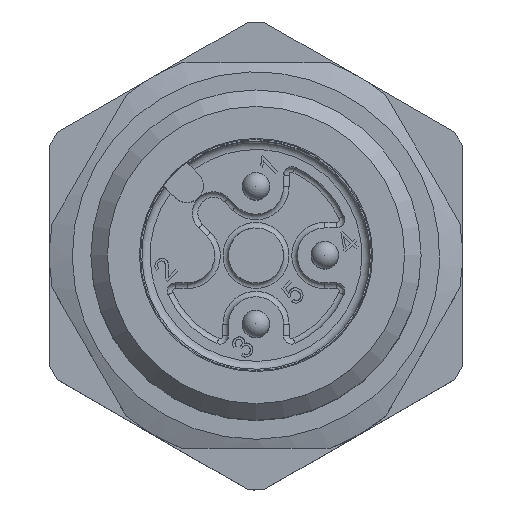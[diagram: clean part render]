
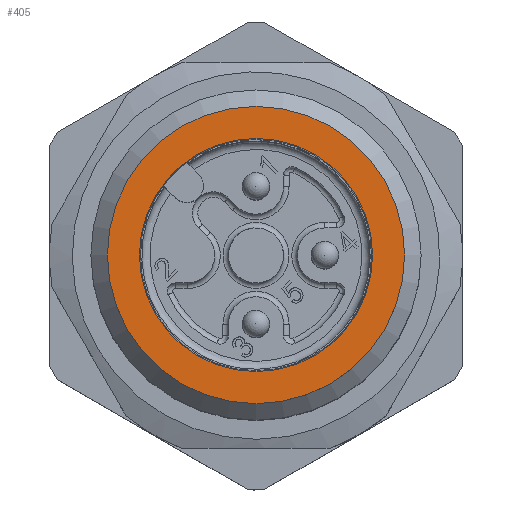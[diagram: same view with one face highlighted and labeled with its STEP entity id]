
A CAD part, top view. The second image highlights one B-rep face of the part: STEP entity #405.
In plain terms, the highlighted planar face has unit normal (0, 0, 1).
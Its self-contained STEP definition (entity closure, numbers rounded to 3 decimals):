
#157=FACE_BOUND('',#834,.T.);
#158=FACE_BOUND('',#835,.T.);
#260=CIRCLE('',#3306,4.235);
#262=CIRCLE('',#3309,5.4);
#405=ADVANCED_FACE('',(#157,#158),#601,.T.);
#601=PLANE('',#3310);
#834=EDGE_LOOP('',(#1203));
#835=EDGE_LOOP('',(#1204));
#1203=ORIENTED_EDGE('',*,*,#2393,.T.);
#1204=ORIENTED_EDGE('',*,*,#2391,.F.);
#2087=VERTEX_POINT('',#4499);
#2089=VERTEX_POINT('',#4504);
#2391=EDGE_CURVE('',#2087,#2087,#260,.T.);
#2393=EDGE_CURVE('',#2089,#2089,#262,.T.);
#3306=AXIS2_PLACEMENT_3D('',#4498,#3619,#3620);
#3309=AXIS2_PLACEMENT_3D('',#4503,#3625,#3626);
#3310=AXIS2_PLACEMENT_3D('',#4505,#3627,#3628);
#3619=DIRECTION('',(0.,0.,1.));
#3620=DIRECTION('',(-0.866,-0.5,0.));
#3625=DIRECTION('',(0.,0.,1.));
#3626=DIRECTION('',(-0.866,-0.5,0.));
#3627=DIRECTION('',(0.,0.,1.));
#3628=DIRECTION('',(0.866,0.5,0.));
#4498=CARTESIAN_POINT('',(17.425,0.,17.925));
#4499=CARTESIAN_POINT('',(13.757,-2.117,17.925));
#4503=CARTESIAN_POINT('',(17.425,0.,17.925));
#4504=CARTESIAN_POINT('',(12.748,-2.7,17.925));
#4505=CARTESIAN_POINT('',(19.925,-4.33,17.925));
